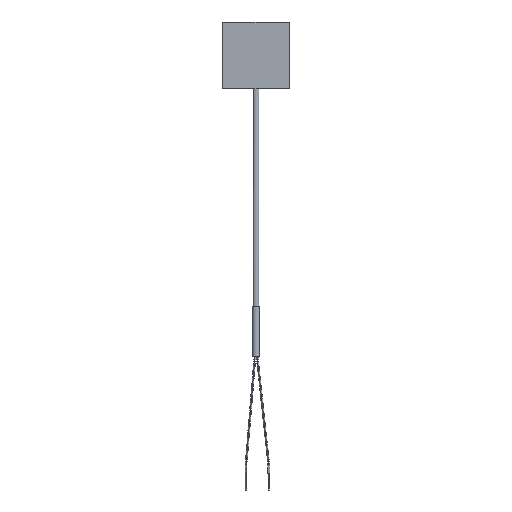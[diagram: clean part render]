
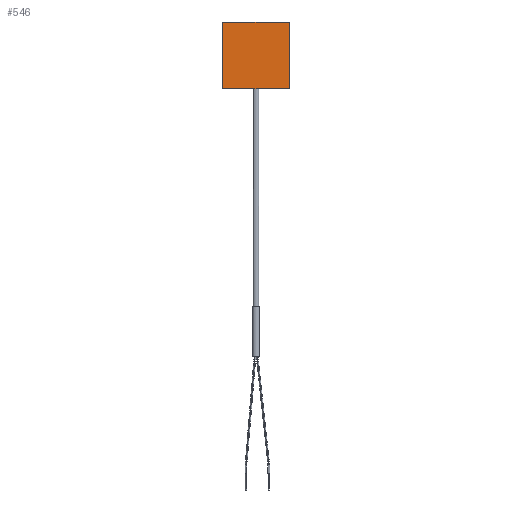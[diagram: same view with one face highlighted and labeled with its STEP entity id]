
A CAD part, left-side view. The second image highlights one B-rep face of the part: STEP entity #546.
In plain terms, the highlighted planar face has unit normal (-1, 0, 0).
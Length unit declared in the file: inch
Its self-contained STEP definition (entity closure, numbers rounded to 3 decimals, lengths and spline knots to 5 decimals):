
#12 = EDGE_CURVE ( 'NONE', #1230, #122, #1526, .T. ) ;
#32 = CARTESIAN_POINT ( 'NONE',  ( -0.02557, 0.5, 5. ) ) ;
#67 = VERTEX_POINT ( 'NONE', #1100 ) ;
#91 = EDGE_LOOP ( 'NONE', ( #148, #1303, #812, #1719 ) ) ;
#108 = PLANE ( 'NONE',  #1778 ) ;
#122 = VERTEX_POINT ( 'NONE', #270 ) ;
#148 = ORIENTED_EDGE ( 'NONE', *, *, #1805, .T. ) ;
#270 = CARTESIAN_POINT ( 'NONE',  ( -0.02557, -0.5, 4. ) ) ;
#279 = VERTEX_POINT ( 'NONE', #32 ) ;
#379 = DIRECTION ( 'NONE',  ( -1., 0., 0. ) ) ;
#399 = EDGE_CURVE ( 'NONE', #122, #67, #1387, .T. ) ;
#410 = VECTOR ( 'NONE', #932, 39.37008 ) ;
#546 = ADVANCED_FACE ( 'NONE', ( #866 ), #108, .T. ) ;
#555 = DIRECTION ( 'NONE',  ( 0., 1., 0. ) ) ;
#812 = ORIENTED_EDGE ( 'NONE', *, *, #12, .T. ) ;
#866 = FACE_OUTER_BOUND ( 'NONE', #91, .T. ) ;
#916 = LINE ( 'NONE', #1011, #1320 ) ;
#932 = DIRECTION ( 'NONE',  ( 0., -1., 0. ) ) ;
#942 = CARTESIAN_POINT ( 'NONE',  ( -0.02557, -0.5, 4.5 ) ) ;
#1011 = CARTESIAN_POINT ( 'NONE',  ( -0.02557, 0., 5. ) ) ;
#1100 = CARTESIAN_POINT ( 'NONE',  ( -0.02557, -0.5, 5. ) ) ;
#1109 = DIRECTION ( 'NONE',  ( 0., 0., 1. ) ) ;
#1115 = CARTESIAN_POINT ( 'NONE',  ( -0.02557, 0.5, 4. ) ) ;
#1230 = VERTEX_POINT ( 'NONE', #1115 ) ;
#1270 = EDGE_CURVE ( 'NONE', #279, #1230, #1803, .T. ) ;
#1292 = VECTOR ( 'NONE', #1897, 39.37008 ) ;
#1303 = ORIENTED_EDGE ( 'NONE', *, *, #1270, .T. ) ;
#1320 = VECTOR ( 'NONE', #555, 39.37008 ) ;
#1363 = VECTOR ( 'NONE', #1109, 39.37008 ) ;
#1387 = LINE ( 'NONE', #942, #1363 ) ;
#1407 = DIRECTION ( 'NONE',  ( 0., 0., 1. ) ) ;
#1526 = LINE ( 'NONE', #1534, #410 ) ;
#1534 = CARTESIAN_POINT ( 'NONE',  ( -0.02557, 0., 4. ) ) ;
#1621 = CARTESIAN_POINT ( 'NONE',  ( -0.02557, 0.5, 4.5 ) ) ;
#1719 = ORIENTED_EDGE ( 'NONE', *, *, #399, .T. ) ;
#1778 = AXIS2_PLACEMENT_3D ( 'NONE', #1868, #379, #1407 ) ;
#1803 = LINE ( 'NONE', #1621, #1292 ) ;
#1805 = EDGE_CURVE ( 'NONE', #67, #279, #916, .T. ) ;
#1868 = CARTESIAN_POINT ( 'NONE',  ( -0.02557, 0., 4.5 ) ) ;
#1897 = DIRECTION ( 'NONE',  ( 0., 0., -1. ) ) ;
